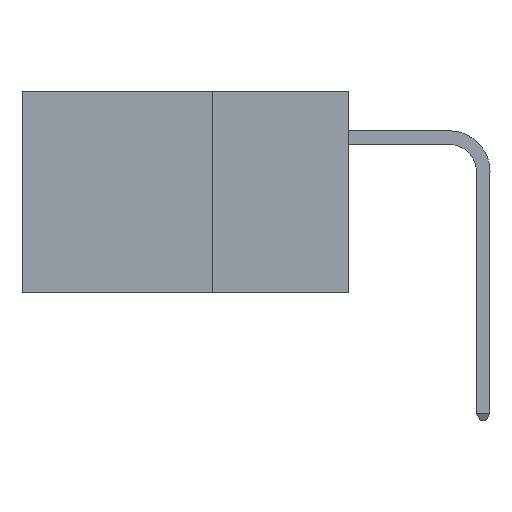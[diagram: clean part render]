
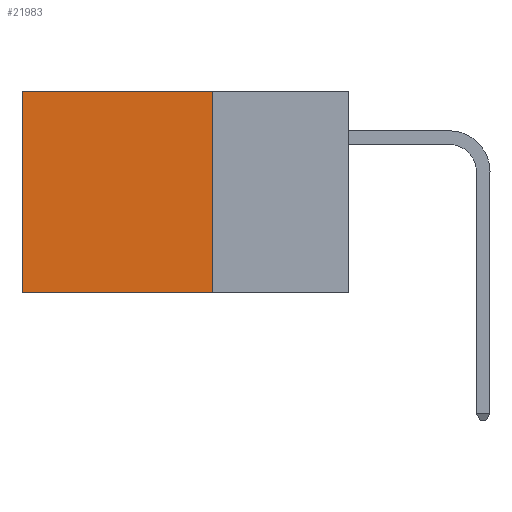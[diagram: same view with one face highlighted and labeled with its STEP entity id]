
A CAD part, left-side view. The second image highlights one B-rep face of the part: STEP entity #21983.
In plain terms, the highlighted planar face has unit normal (-1, 0, 0).
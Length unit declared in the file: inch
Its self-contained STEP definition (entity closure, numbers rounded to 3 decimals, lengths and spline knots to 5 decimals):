
#692 = DIRECTION ( 'NONE',  ( 0., 0., -1. ) ) ;
#774 = EDGE_LOOP ( 'NONE', ( #16377, #17505, #21263, #17257 ) ) ;
#814 = LINE ( 'NONE', #28634, #10295 ) ;
#1463 = CARTESIAN_POINT ( 'NONE',  ( 0.2875, 0.25, -0.37 ) ) ;
#3482 = DIRECTION ( 'NONE',  ( 0., 0., -1. ) ) ;
#3687 = AXIS2_PLACEMENT_3D ( 'NONE', #16104, #13355, #692 ) ;
#5533 = DIRECTION ( 'NONE',  ( 0., 1., 0. ) ) ;
#5852 = CARTESIAN_POINT ( 'NONE',  ( 0.2875, 0.25, 0. ) ) ;
#7347 = EDGE_CURVE ( 'NONE', #11188, #24688, #16937, .T. ) ;
#8006 = VECTOR ( 'NONE', #5533, 39.37008 ) ;
#8818 = LINE ( 'NONE', #20817, #8006 ) ;
#8942 = EDGE_CURVE ( 'NONE', #24688, #14837, #16884, .T. ) ;
#10095 = EDGE_CURVE ( 'NONE', #11384, #14837, #814, .T. ) ;
#10295 = VECTOR ( 'NONE', #3482, 39.37008 ) ;
#11188 = VERTEX_POINT ( 'NONE', #5852 ) ;
#11384 = VERTEX_POINT ( 'NONE', #26844 ) ;
#13355 = DIRECTION ( 'NONE',  ( 1., 0., 0. ) ) ;
#14837 = VERTEX_POINT ( 'NONE', #29464 ) ;
#15736 = VECTOR ( 'NONE', #16430, 39.37008 ) ;
#16086 = VECTOR ( 'NONE', #16710, 39.37008 ) ;
#16104 = CARTESIAN_POINT ( 'NONE',  ( 0.2875, 0.25, 0. ) ) ;
#16377 = ORIENTED_EDGE ( 'NONE', *, *, #10095, .T. ) ;
#16430 = DIRECTION ( 'NONE',  ( 0., 0., -1. ) ) ;
#16710 = DIRECTION ( 'NONE',  ( 0., 1., 0. ) ) ;
#16884 = LINE ( 'NONE', #1463, #16086 ) ;
#16937 = LINE ( 'NONE', #31991, #15736 ) ;
#17257 = ORIENTED_EDGE ( 'NONE', *, *, #18984, .T. ) ;
#17505 = ORIENTED_EDGE ( 'NONE', *, *, #8942, .F. ) ;
#18984 = EDGE_CURVE ( 'NONE', #11188, #11384, #8818, .T. ) ;
#20817 = CARTESIAN_POINT ( 'NONE',  ( 0.2875, 0.25, 0. ) ) ;
#21263 = ORIENTED_EDGE ( 'NONE', *, *, #7347, .F. ) ;
#21983 = ADVANCED_FACE ( 'NONE', ( #23663 ), #28422, .F. ) ;
#23663 = FACE_OUTER_BOUND ( 'NONE', #774, .T. ) ;
#24688 = VERTEX_POINT ( 'NONE', #26936 ) ;
#26844 = CARTESIAN_POINT ( 'NONE',  ( 0.2875, 0.6, 0. ) ) ;
#26936 = CARTESIAN_POINT ( 'NONE',  ( 0.2875, 0.25, -0.37 ) ) ;
#28422 = PLANE ( 'NONE',  #3687 ) ;
#28634 = CARTESIAN_POINT ( 'NONE',  ( 0.2875, 0.6, 0. ) ) ;
#29464 = CARTESIAN_POINT ( 'NONE',  ( 0.2875, 0.6, -0.37 ) ) ;
#31991 = CARTESIAN_POINT ( 'NONE',  ( 0.2875, 0.25, 0. ) ) ;
